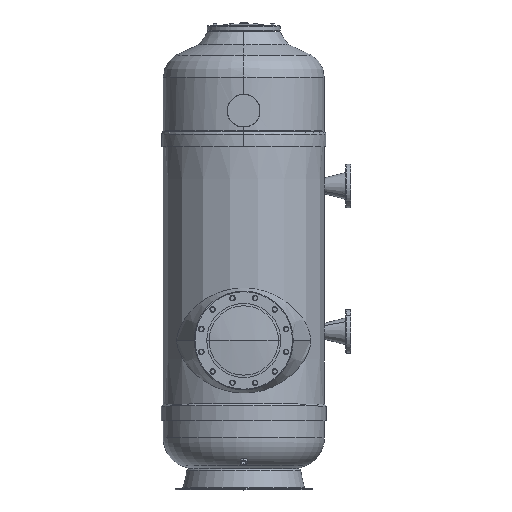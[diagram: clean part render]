
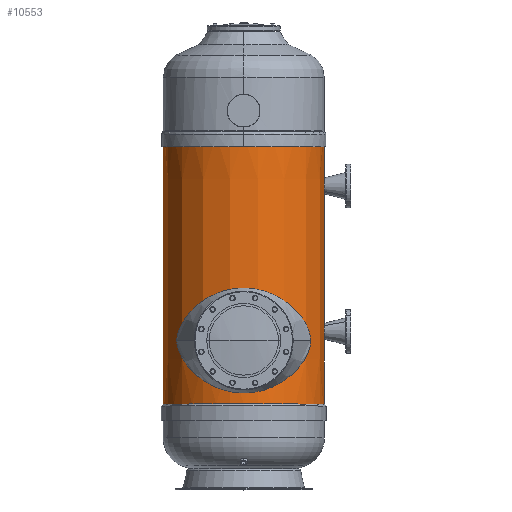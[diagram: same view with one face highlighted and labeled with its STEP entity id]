
A CAD part, top view. The second image highlights one B-rep face of the part: STEP entity #10553.
In plain terms, the highlighted conical face has half-angle 0 degrees and reference radius 305 mm.
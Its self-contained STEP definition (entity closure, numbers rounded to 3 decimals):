
#2360 = DIRECTION ( 'NONE',  ( 0., 1., 0. ) ) ;
#3946 = EDGE_LOOP ( 'NONE', ( #22500, #10976, #43384, #33416 ) ) ;
#4421 = DIRECTION ( 'NONE',  ( 0., 1., 0. ) ) ;
#5130 = CONICAL_SURFACE ( 'NONE', #39686, 305., 0. ) ;
#6560 = DIRECTION ( 'NONE',  ( 0., 1., 0. ) ) ;
#6730 = FACE_OUTER_BOUND ( 'NONE', #3946, .T. ) ;
#8087 = LINE ( 'NONE', #15235, #25486 ) ;
#9729 = CIRCLE ( 'NONE', #15853, 305. ) ;
#10553 = ADVANCED_FACE ( 'NONE', ( #6730 ), #5130, .T. ) ;
#10976 = ORIENTED_EDGE ( 'NONE', *, *, #17965, .T. ) ;
#12111 = DIRECTION ( 'NONE',  ( 0., 1., 0. ) ) ;
#13064 = CARTESIAN_POINT ( 'NONE',  ( -45., 1344.554, -260. ) ) ;
#14397 = VECTOR ( 'NONE', #37104, 1000. ) ;
#15235 = CARTESIAN_POINT ( 'NONE',  ( -45., 1344.554, -260. ) ) ;
#15514 = CARTESIAN_POINT ( 'NONE',  ( -45., 324.484, -260. ) ) ;
#15853 = AXIS2_PLACEMENT_3D ( 'NONE', #26524, #4421, #33509 ) ;
#16620 = DIRECTION ( 'NONE',  ( 1., 0., 0. ) ) ;
#16680 = CARTESIAN_POINT ( 'NONE',  ( 565., 1344.554, -260. ) ) ;
#17965 = EDGE_CURVE ( 'NONE', #40807, #25480, #41428, .T. ) ;
#21991 = CARTESIAN_POINT ( 'NONE',  ( 565., 324.484, -260. ) ) ;
#22412 = CARTESIAN_POINT ( 'NONE',  ( 565., 1344.554, -260. ) ) ;
#22500 = ORIENTED_EDGE ( 'NONE', *, *, #24135, .F. ) ;
#24135 = EDGE_CURVE ( 'NONE', #40807, #46149, #8087, .T. ) ;
#25480 = VERTEX_POINT ( 'NONE', #21991 ) ;
#25486 = VECTOR ( 'NONE', #12111, 1000. ) ;
#26524 = CARTESIAN_POINT ( 'NONE',  ( 260., 1344.554, -260. ) ) ;
#28862 = EDGE_CURVE ( 'NONE', #46149, #30016, #9729, .T. ) ;
#30016 = VERTEX_POINT ( 'NONE', #16680 ) ;
#33416 = ORIENTED_EDGE ( 'NONE', *, *, #28862, .F. ) ;
#33509 = DIRECTION ( 'NONE',  ( 1., 0., 0. ) ) ;
#37104 = DIRECTION ( 'NONE',  ( 0., 1., 0. ) ) ;
#38396 = AXIS2_PLACEMENT_3D ( 'NONE', #46901, #6560, #16620 ) ;
#39162 = CARTESIAN_POINT ( 'NONE',  ( 260., 1344.554, -260. ) ) ;
#39686 = AXIS2_PLACEMENT_3D ( 'NONE', #39162, #2360, #45650 ) ;
#40690 = LINE ( 'NONE', #22412, #14397 ) ;
#40807 = VERTEX_POINT ( 'NONE', #15514 ) ;
#41428 = CIRCLE ( 'NONE', #38396, 305. ) ;
#43384 = ORIENTED_EDGE ( 'NONE', *, *, #47343, .T. ) ;
#45650 = DIRECTION ( 'NONE',  ( 1., 0., 0. ) ) ;
#46149 = VERTEX_POINT ( 'NONE', #13064 ) ;
#46901 = CARTESIAN_POINT ( 'NONE',  ( 260., 324.484, -260. ) ) ;
#47343 = EDGE_CURVE ( 'NONE', #25480, #30016, #40690, .T. ) ;
